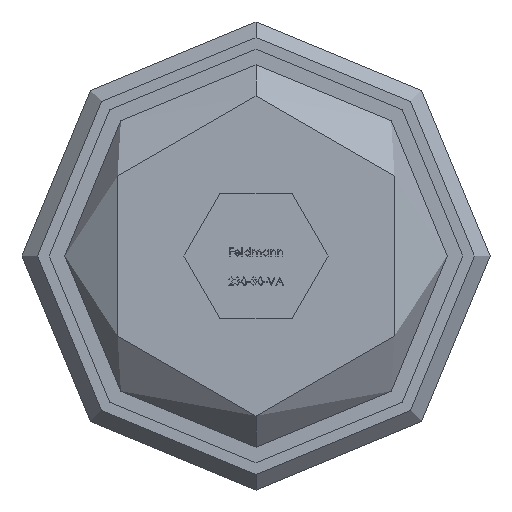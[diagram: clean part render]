
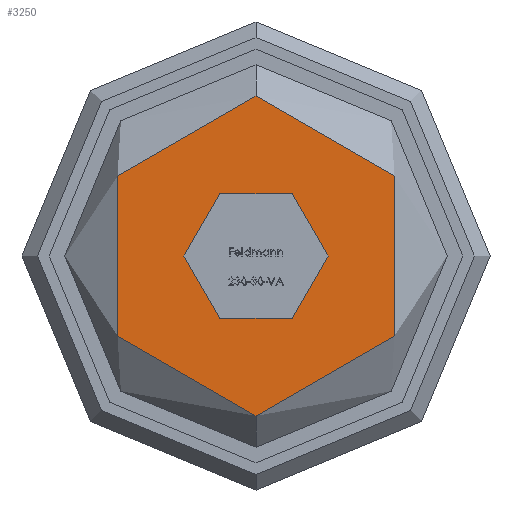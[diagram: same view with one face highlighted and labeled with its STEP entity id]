
A CAD part, front view. The second image highlights one B-rep face of the part: STEP entity #3250.
In plain terms, the highlighted planar face has unit normal (0, -1, 0).
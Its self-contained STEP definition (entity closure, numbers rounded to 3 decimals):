
#515 = EDGE_CURVE ( 'NONE', #15762, #15234, #14907, .T. ) ;
#836 = ORIENTED_EDGE ( 'NONE', *, *, #3242, .T. ) ;
#849 = EDGE_LOOP ( 'NONE', ( #4207, #14460, #9610, #8836, #4622, #13171 ) ) ;
#913 = CARTESIAN_POINT ( 'NONE',  ( 2.309, 0., -4. ) ) ;
#2009 = DIRECTION ( 'NONE',  ( 0.5, 0., 0.866 ) ) ;
#2047 = PLANE ( 'NONE',  #8329 ) ;
#2113 = CARTESIAN_POINT ( 'NONE',  ( 0., 0., 10.25 ) ) ;
#2167 = CARTESIAN_POINT ( 'NONE',  ( 0., 0., 0. ) ) ;
#2599 = EDGE_CURVE ( 'NONE', #3100, #15762, #15114, .T. ) ;
#3100 = VERTEX_POINT ( 'NONE', #9328 ) ;
#3242 = EDGE_CURVE ( 'NONE', #10149, #9870, #12553, .T. ) ;
#3250 = ADVANCED_FACE ( 'NONE', ( #15486, #12149 ), #2047, .T. ) ;
#3252 = CARTESIAN_POINT ( 'NONE',  ( 0., 0., 0. ) ) ;
#3459 = EDGE_CURVE ( 'NONE', #9870, #10149, #8033, .T. ) ;
#4076 = LINE ( 'NONE', #13402, #10311 ) ;
#4180 = VERTEX_POINT ( 'NONE', #10058 ) ;
#4207 = ORIENTED_EDGE ( 'NONE', *, *, #11000, .F. ) ;
#4528 = DIRECTION ( 'NONE',  ( -0.5, 0., 0.866 ) ) ;
#4622 = ORIENTED_EDGE ( 'NONE', *, *, #7354, .F. ) ;
#4748 = AXIS2_PLACEMENT_3D ( 'NONE', #3252, #9684, #10886 ) ;
#4793 = CARTESIAN_POINT ( 'NONE',  ( -2.309, 0., 4. ) ) ;
#4940 = CARTESIAN_POINT ( 'NONE',  ( 2.309, 0., 4. ) ) ;
#4973 = VECTOR ( 'NONE', #2009, 1000. ) ;
#5958 = LINE ( 'NONE', #12180, #16161 ) ;
#6727 = VERTEX_POINT ( 'NONE', #4940 ) ;
#6742 = CARTESIAN_POINT ( 'NONE',  ( 0., 0., -10.25 ) ) ;
#7005 = VECTOR ( 'NONE', #8810, 1000. ) ;
#7020 = EDGE_LOOP ( 'NONE', ( #12492, #836 ) ) ;
#7283 = VECTOR ( 'NONE', #16035, 1000. ) ;
#7354 = EDGE_CURVE ( 'NONE', #6727, #3100, #10119, .T. ) ;
#7585 = CARTESIAN_POINT ( 'NONE',  ( -4.619, 0., 0. ) ) ;
#7637 = EDGE_CURVE ( 'NONE', #4180, #6727, #4076, .T. ) ;
#7742 = DIRECTION ( 'NONE',  ( 0.5, 0., -0.866 ) ) ;
#8033 = CIRCLE ( 'NONE', #13668, 10.25 ) ;
#8293 = DIRECTION ( 'NONE',  ( 0., -1., 0. ) ) ;
#8329 = AXIS2_PLACEMENT_3D ( 'NONE', #10781, #13308, #13365 ) ;
#8710 = LINE ( 'NONE', #913, #4973 ) ;
#8810 = DIRECTION ( 'NONE',  ( -1., 0., 0. ) ) ;
#8836 = ORIENTED_EDGE ( 'NONE', *, *, #2599, .F. ) ;
#9328 = CARTESIAN_POINT ( 'NONE',  ( -2.309, 0., 4. ) ) ;
#9412 = VECTOR ( 'NONE', #7742, 1000. ) ;
#9610 = ORIENTED_EDGE ( 'NONE', *, *, #515, .F. ) ;
#9684 = DIRECTION ( 'NONE',  ( 0., -1., 0. ) ) ;
#9870 = VERTEX_POINT ( 'NONE', #2113 ) ;
#9958 = CARTESIAN_POINT ( 'NONE',  ( -2.309, 0., -4. ) ) ;
#10058 = CARTESIAN_POINT ( 'NONE',  ( 4.619, 0., 0. ) ) ;
#10119 = LINE ( 'NONE', #15008, #7005 ) ;
#10149 = VERTEX_POINT ( 'NONE', #6742 ) ;
#10311 = VECTOR ( 'NONE', #4528, 1000. ) ;
#10700 = EDGE_CURVE ( 'NONE', #15234, #11980, #5958, .T. ) ;
#10781 = CARTESIAN_POINT ( 'NONE',  ( 12.25, 0., 0. ) ) ;
#10886 = DIRECTION ( 'NONE',  ( 0., 0., -1. ) ) ;
#11000 = EDGE_CURVE ( 'NONE', #11980, #4180, #8710, .T. ) ;
#11980 = VERTEX_POINT ( 'NONE', #12452 ) ;
#12149 = FACE_OUTER_BOUND ( 'NONE', #7020, .T. ) ;
#12180 = CARTESIAN_POINT ( 'NONE',  ( -2.309, 0., -4. ) ) ;
#12452 = CARTESIAN_POINT ( 'NONE',  ( 2.309, 0., -4. ) ) ;
#12492 = ORIENTED_EDGE ( 'NONE', *, *, #3459, .T. ) ;
#12553 = CIRCLE ( 'NONE', #4748, 10.25 ) ;
#12582 = CARTESIAN_POINT ( 'NONE',  ( -4.619, 0., 0. ) ) ;
#13171 = ORIENTED_EDGE ( 'NONE', *, *, #7637, .F. ) ;
#13308 = DIRECTION ( 'NONE',  ( 0., -1., 0. ) ) ;
#13365 = DIRECTION ( 'NONE',  ( 0., 0., -1. ) ) ;
#13402 = CARTESIAN_POINT ( 'NONE',  ( 4.619, 0., 0. ) ) ;
#13668 = AXIS2_PLACEMENT_3D ( 'NONE', #2167, #8293, #14539 ) ;
#14460 = ORIENTED_EDGE ( 'NONE', *, *, #10700, .F. ) ;
#14539 = DIRECTION ( 'NONE',  ( 0., 0., -1. ) ) ;
#14907 = LINE ( 'NONE', #7585, #9412 ) ;
#15008 = CARTESIAN_POINT ( 'NONE',  ( 2.309, 0., 4. ) ) ;
#15114 = LINE ( 'NONE', #4793, #7283 ) ;
#15234 = VERTEX_POINT ( 'NONE', #9958 ) ;
#15486 = FACE_BOUND ( 'NONE', #849, .T. ) ;
#15762 = VERTEX_POINT ( 'NONE', #12582 ) ;
#16035 = DIRECTION ( 'NONE',  ( -0.5, 0., -0.866 ) ) ;
#16093 = DIRECTION ( 'NONE',  ( 1., 0., 0. ) ) ;
#16161 = VECTOR ( 'NONE', #16093, 1000. ) ;
